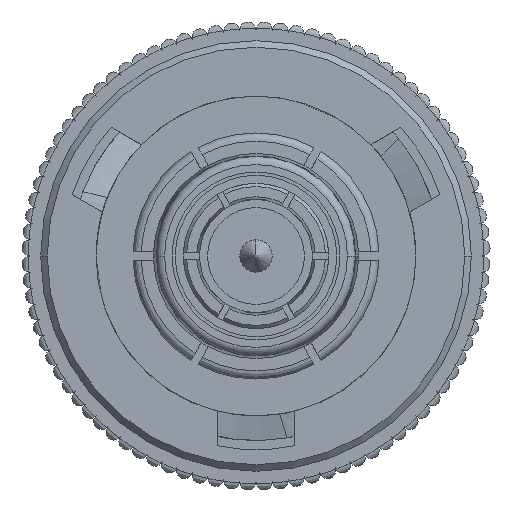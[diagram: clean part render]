
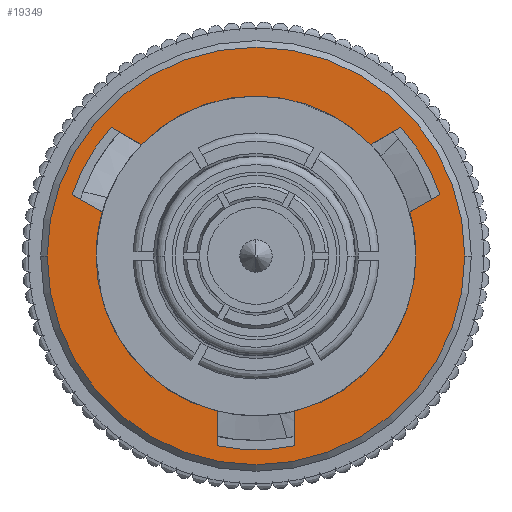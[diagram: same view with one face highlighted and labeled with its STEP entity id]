
A CAD part, left-side view. The second image highlights one B-rep face of the part: STEP entity #19349.
In plain terms, the highlighted face is planar.
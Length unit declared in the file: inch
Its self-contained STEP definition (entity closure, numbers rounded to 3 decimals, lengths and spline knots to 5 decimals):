
#319 = CARTESIAN_POINT ( 'NONE',  ( 0., 0., 0.195 ) ) ;
#612 = CIRCLE ( 'NONE', #5211, 0.195 ) ;
#645 = CARTESIAN_POINT ( 'NONE',  ( 0., -0.07456, 0.22414 ) ) ;
#1067 = AXIS2_PLACEMENT_3D ( 'NONE', #30218, #24381, #29496 ) ;
#1279 = VECTOR ( 'NONE', #27652, 39.37008 ) ;
#1989 = CARTESIAN_POINT ( 'NONE',  ( 0., 0., 0. ) ) ;
#2120 = AXIS2_PLACEMENT_3D ( 'NONE', #28691, #15046, #8689 ) ;
#2191 = ORIENTED_EDGE ( 'NONE', *, *, #21659, .F. ) ;
#5211 = AXIS2_PLACEMENT_3D ( 'NONE', #1989, #13201, #13032 ) ;
#5236 = DIRECTION ( 'NONE',  ( 0., -0.5, 0.866 ) ) ;
#5398 = AXIS2_PLACEMENT_3D ( 'NONE', #8284, #19367, #30496 ) ;
#5562 = VERTEX_POINT ( 'NONE', #26804 ) ;
#5611 = CARTESIAN_POINT ( 'NONE',  ( 0., -0.07456, 0.22414 ) ) ;
#5955 = LINE ( 'NONE', #5611, #9271 ) ;
#6088 = VECTOR ( 'NONE', #23098, 39.37008 ) ;
#6316 = DIRECTION ( 'NONE',  ( 1., 0., 0. ) ) ;
#6664 = FACE_OUTER_BOUND ( 'NONE', #12058, .T. ) ;
#6801 = EDGE_CURVE ( 'NONE', #11609, #11643, #12423, .T. ) ;
#6912 = ORIENTED_EDGE ( 'NONE', *, *, #32574, .F. ) ;
#6966 = DIRECTION ( 'NONE',  ( 1., 0., 0. ) ) ;
#7020 = ORIENTED_EDGE ( 'NONE', *, *, #30159, .F. ) ;
#7429 = EDGE_CURVE ( 'NONE', #28862, #24129, #9476, .T. ) ;
#7706 = CIRCLE ( 'NONE', #5398, 0.195 ) ;
#8284 = CARTESIAN_POINT ( 'NONE',  ( 0., 0., 0. ) ) ;
#8543 = VERTEX_POINT ( 'NONE', #12632 ) ;
#8689 = DIRECTION ( 'NONE',  ( 0., 0., 1. ) ) ;
#8762 = CARTESIAN_POINT ( 'NONE',  ( 0., -0.07456, -0.22414 ) ) ;
#8775 = ORIENTED_EDGE ( 'NONE', *, *, #22306, .F. ) ;
#9074 = DIRECTION ( 'NONE',  ( -1., 0., 0. ) ) ;
#9180 = DIRECTION ( 'NONE',  ( -1., 0., 0. ) ) ;
#9271 = VECTOR ( 'NONE', #5236, 39.37008 ) ;
#9476 = LINE ( 'NONE', #17472, #6088 ) ;
#9485 = VERTEX_POINT ( 'NONE', #18473 ) ;
#9506 = VERTEX_POINT ( 'NONE', #10308 ) ;
#9999 = CARTESIAN_POINT ( 'NONE',  ( 0., 0., -0.2545 ) ) ;
#10308 = CARTESIAN_POINT ( 'NONE',  ( 0., -0.15683, 0.17664 ) ) ;
#10333 = CIRCLE ( 'NONE', #30082, 0.23622 ) ;
#10732 = EDGE_CURVE ( 'NONE', #8543, #9485, #25333, .T. ) ;
#10975 = DIRECTION ( 'NONE',  ( 0., 0.5, -0.866 ) ) ;
#11087 = AXIS2_PLACEMENT_3D ( 'NONE', #18842, #26859, #35039 ) ;
#11105 = CIRCLE ( 'NONE', #29686, 0.195 ) ;
#11169 = DIRECTION ( 'NONE',  ( -1., 0., 0. ) ) ;
#11433 = ORIENTED_EDGE ( 'NONE', *, *, #25463, .T. ) ;
#11609 = VERTEX_POINT ( 'NONE', #319 ) ;
#11643 = VERTEX_POINT ( 'NONE', #30990 ) ;
#11688 = VECTOR ( 'NONE', #19677, 39.37008 ) ;
#11833 = ORIENTED_EDGE ( 'NONE', *, *, #6801, .T. ) ;
#12058 = EDGE_LOOP ( 'NONE', ( #15321, #12136 ) ) ;
#12119 = DIRECTION ( 'NONE',  ( 0., 0., 1. ) ) ;
#12131 = EDGE_CURVE ( 'NONE', #20468, #16725, #35261, .T. ) ;
#12136 = ORIENTED_EDGE ( 'NONE', *, *, #33850, .F. ) ;
#12242 = DIRECTION ( 'NONE',  ( 0., 0., 1. ) ) ;
#12423 = CIRCLE ( 'NONE', #35646, 0.195 ) ;
#12615 = CARTESIAN_POINT ( 'NONE',  ( 0., 0.195, 0. ) ) ;
#12632 = CARTESIAN_POINT ( 'NONE',  ( 0., 0.2314, -0.0475 ) ) ;
#12636 = ORIENTED_EDGE ( 'NONE', *, *, #7429, .F. ) ;
#13032 = DIRECTION ( 'NONE',  ( 0., 0., 1. ) ) ;
#13201 = DIRECTION ( 'NONE',  ( -1., 0., 0. ) ) ;
#13316 = EDGE_CURVE ( 'NONE', #14573, #9506, #10333, .T. ) ;
#13818 = LINE ( 'NONE', #30923, #1279 ) ;
#14175 = ORIENTED_EDGE ( 'NONE', *, *, #23601, .T. ) ;
#14564 = CIRCLE ( 'NONE', #11087, 0.2545 ) ;
#14573 = VERTEX_POINT ( 'NONE', #645 ) ;
#14834 = DIRECTION ( 'NONE',  ( 0., 0., 1. ) ) ;
#15046 = DIRECTION ( 'NONE',  ( 1., 0., 0. ) ) ;
#15321 = ORIENTED_EDGE ( 'NONE', *, *, #12131, .F. ) ;
#15530 = ORIENTED_EDGE ( 'NONE', *, *, #19626, .F. ) ;
#16267 = AXIS2_PLACEMENT_3D ( 'NONE', #33358, #11169, #16813 ) ;
#16725 = VERTEX_POINT ( 'NONE', #9999 ) ;
#16813 = DIRECTION ( 'NONE',  ( 0., 0., 1. ) ) ;
#17079 = CARTESIAN_POINT ( 'NONE',  ( 0., 0.18913, -0.0475 ) ) ;
#17343 = VECTOR ( 'NONE', #28951, 39.37008 ) ;
#17372 = DIRECTION ( 'NONE',  ( -1., 0., 0. ) ) ;
#17472 = CARTESIAN_POINT ( 'NONE',  ( 0., -0.15683, -0.17664 ) ) ;
#17499 = ORIENTED_EDGE ( 'NONE', *, *, #31686, .F. ) ;
#17743 = PLANE ( 'NONE',  #33848 ) ;
#18473 = CARTESIAN_POINT ( 'NONE',  ( 0., 0.2314, 0.0475 ) ) ;
#18842 = CARTESIAN_POINT ( 'NONE',  ( 0., 0., 0. ) ) ;
#18920 = CARTESIAN_POINT ( 'NONE',  ( 0., -0.1357, -0.14004 ) ) ;
#19318 = EDGE_LOOP ( 'NONE', ( #11433, #20673, #8775, #7020, #12636, #14175, #15530, #19465, #6912, #21317, #11833, #2191, #26724, #17499 ) ) ;
#19349 = ADVANCED_FACE ( 'NONE', ( #6664, #31561 ), #17743, .F. ) ;
#19367 = DIRECTION ( 'NONE',  ( -1., 0., 0. ) ) ;
#19406 = CARTESIAN_POINT ( 'NONE',  ( 0., -0.07456, -0.22414 ) ) ;
#19465 = ORIENTED_EDGE ( 'NONE', *, *, #13316, .F. ) ;
#19626 = EDGE_CURVE ( 'NONE', #9506, #5562, #30809, .T. ) ;
#19677 = DIRECTION ( 'NONE',  ( 0., 0.5, 0.866 ) ) ;
#20290 = VERTEX_POINT ( 'NONE', #31833 ) ;
#20375 = CARTESIAN_POINT ( 'NONE',  ( 0., 0., -0.195 ) ) ;
#20468 = VERTEX_POINT ( 'NONE', #26548 ) ;
#20673 = ORIENTED_EDGE ( 'NONE', *, *, #21114, .T. ) ;
#20759 = CARTESIAN_POINT ( 'NONE',  ( 0., 0., 0. ) ) ;
#21114 = EDGE_CURVE ( 'NONE', #22418, #27620, #24393, .T. ) ;
#21317 = ORIENTED_EDGE ( 'NONE', *, *, #32499, .T. ) ;
#21659 = EDGE_CURVE ( 'NONE', #9485, #11643, #13818, .T. ) ;
#21697 = AXIS2_PLACEMENT_3D ( 'NONE', #20759, #6966, #12242 ) ;
#22237 = VECTOR ( 'NONE', #10975, 39.37008 ) ;
#22306 = EDGE_CURVE ( 'NONE', #30797, #27620, #35871, .T. ) ;
#22418 = VERTEX_POINT ( 'NONE', #20375 ) ;
#22820 = CARTESIAN_POINT ( 'NONE',  ( 0., 0., 0. ) ) ;
#22844 = CIRCLE ( 'NONE', #21697, 0.23622 ) ;
#23098 = DIRECTION ( 'NONE',  ( 0., -0.5, -0.866 ) ) ;
#23601 = EDGE_CURVE ( 'NONE', #28862, #5562, #7706, .T. ) ;
#24129 = VERTEX_POINT ( 'NONE', #32233 ) ;
#24381 = DIRECTION ( 'NONE',  ( -1., 0., 0. ) ) ;
#24393 = CIRCLE ( 'NONE', #16267, 0.195 ) ;
#24797 = VERTEX_POINT ( 'NONE', #17079 ) ;
#25333 = CIRCLE ( 'NONE', #2120, 0.23622 ) ;
#25463 = EDGE_CURVE ( 'NONE', #24797, #22418, #11105, .T. ) ;
#26548 = CARTESIAN_POINT ( 'NONE',  ( 0., 0., 0.2545 ) ) ;
#26724 = ORIENTED_EDGE ( 'NONE', *, *, #10732, .F. ) ;
#26804 = CARTESIAN_POINT ( 'NONE',  ( 0., -0.1357, 0.14004 ) ) ;
#26859 = DIRECTION ( 'NONE',  ( -1., 0., 0. ) ) ;
#27065 = LINE ( 'NONE', #32512, #17343 ) ;
#27620 = VERTEX_POINT ( 'NONE', #30508 ) ;
#27652 = DIRECTION ( 'NONE',  ( 0., -1., 0. ) ) ;
#27723 = CARTESIAN_POINT ( 'NONE',  ( 0., -0.15683, 0.17664 ) ) ;
#28470 = DIRECTION ( 'NONE',  ( 0., 0., 1. ) ) ;
#28691 = CARTESIAN_POINT ( 'NONE',  ( 0., 0., 0. ) ) ;
#28862 = VERTEX_POINT ( 'NONE', #18920 ) ;
#28951 = DIRECTION ( 'NONE',  ( 0., 1., 0. ) ) ;
#29496 = DIRECTION ( 'NONE',  ( 0., 0., 1. ) ) ;
#29686 = AXIS2_PLACEMENT_3D ( 'NONE', #22820, #17372, #28470 ) ;
#30082 = AXIS2_PLACEMENT_3D ( 'NONE', #31054, #6316, #12119 ) ;
#30159 = EDGE_CURVE ( 'NONE', #24129, #30797, #22844, .T. ) ;
#30218 = CARTESIAN_POINT ( 'NONE',  ( 0., 0., 0. ) ) ;
#30496 = DIRECTION ( 'NONE',  ( 0., 0., 1. ) ) ;
#30508 = CARTESIAN_POINT ( 'NONE',  ( 0., -0.05343, -0.18754 ) ) ;
#30567 = CARTESIAN_POINT ( 'NONE',  ( 0., 0., 0. ) ) ;
#30797 = VERTEX_POINT ( 'NONE', #19406 ) ;
#30809 = LINE ( 'NONE', #27723, #22237 ) ;
#30923 = CARTESIAN_POINT ( 'NONE',  ( 0., 0.2314, 0.0475 ) ) ;
#30990 = CARTESIAN_POINT ( 'NONE',  ( 0., 0.18913, 0.0475 ) ) ;
#31054 = CARTESIAN_POINT ( 'NONE',  ( 0., 0., 0. ) ) ;
#31272 = DIRECTION ( 'NONE',  ( 0., 0., 1. ) ) ;
#31561 = FACE_BOUND ( 'NONE', #19318, .T. ) ;
#31686 = EDGE_CURVE ( 'NONE', #24797, #8543, #27065, .T. ) ;
#31833 = CARTESIAN_POINT ( 'NONE',  ( 0., -0.05343, 0.18754 ) ) ;
#32233 = CARTESIAN_POINT ( 'NONE',  ( 0., -0.15683, -0.17664 ) ) ;
#32499 = EDGE_CURVE ( 'NONE', #20290, #11609, #612, .T. ) ;
#32512 = CARTESIAN_POINT ( 'NONE',  ( 0., 0.2314, -0.0475 ) ) ;
#32574 = EDGE_CURVE ( 'NONE', #20290, #14573, #5955, .T. ) ;
#33358 = CARTESIAN_POINT ( 'NONE',  ( 0., 0., 0. ) ) ;
#33848 = AXIS2_PLACEMENT_3D ( 'NONE', #12615, #9180, #14834 ) ;
#33850 = EDGE_CURVE ( 'NONE', #16725, #20468, #14564, .T. ) ;
#35039 = DIRECTION ( 'NONE',  ( 0., 0., 1. ) ) ;
#35261 = CIRCLE ( 'NONE', #1067, 0.2545 ) ;
#35646 = AXIS2_PLACEMENT_3D ( 'NONE', #30567, #9074, #31272 ) ;
#35871 = LINE ( 'NONE', #8762, #11688 ) ;
